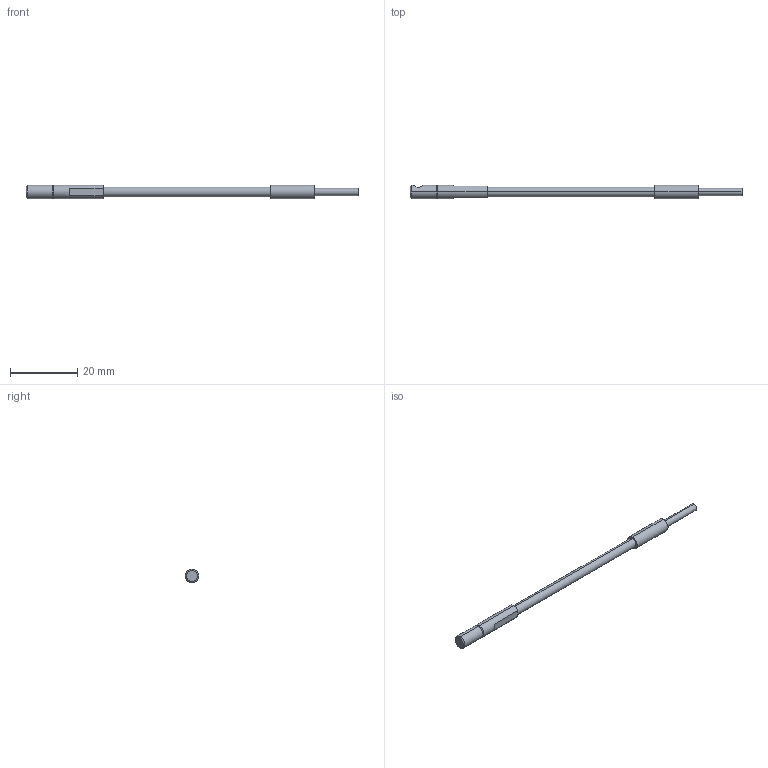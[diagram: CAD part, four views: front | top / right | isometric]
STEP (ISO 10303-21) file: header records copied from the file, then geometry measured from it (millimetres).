
FILE_DESCRIPTION (( 'STEP AP214' ), '1' );
FILE_NAME ('GPF-T014-SV250-UK.STEP', '2017-11-17T14:55:01', ( '' ), ( '' ), 'SwSTEP 2.0', 'SolidWorks 2018', '' );
FILE_SCHEMA (( 'AUTOMOTIVE_DESIGN' ));
Length unit declared in the file: millimetre
Products named in the file (4): GPF-T014-SV250-UK_HEAD; GPF-T014-SV250-UK; GPF-T014-SV250-UK_LENSE; GPF-T014-SV250-UK_FIBER
Assembly tree (3 placements, depth 2):
  GPF-T014-SV250-UK
    GPF-T014-SV250-UK_HEAD
    GPF-T014-SV250-UK_FIBER
    GPF-T014-SV250-UK_LENSE
Bounding box: 99 x 4 x 4 mm (x, y, z)
Volume: 818.6 mm3; surface area: 1070.8 mm2
Topology: 3 solids, 3 shells, 32 faces, 62 edges, 40 vertices
Faces by surface type: cylinder 14, plane 14, cone 4
Entity records: 1022 total; most frequent: CARTESIAN_POINT 184, DIRECTION 170, ORIENTED_EDGE 124, AXIS2_PLACEMENT_3D 72, EDGE_CURVE 62, VERTEX_POINT 40, EDGE_LOOP 36, CIRCLE 34
